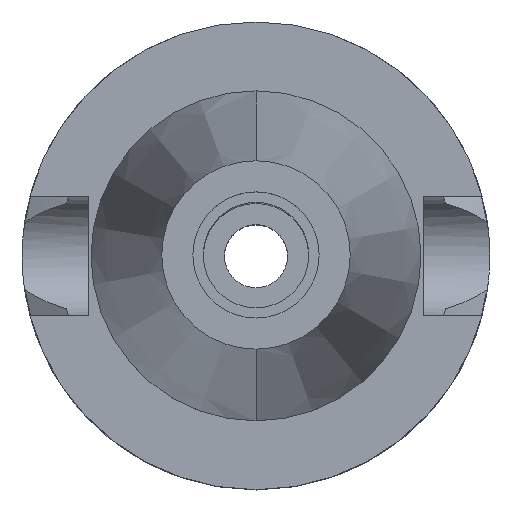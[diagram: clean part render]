
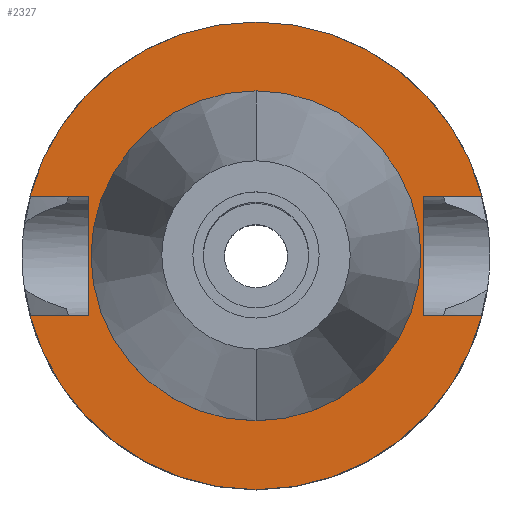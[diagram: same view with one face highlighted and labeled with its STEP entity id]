
A CAD part, top view. The second image highlights one B-rep face of the part: STEP entity #2327.
In plain terms, the highlighted planar face has unit normal (0, 0, 1).
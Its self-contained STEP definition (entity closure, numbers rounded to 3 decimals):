
#939=DIRECTION('',(1.,0.,0.));
#940=VECTOR('',#939,7.954);
#941=CARTESIAN_POINT('',(22.5,8.05,-2.));
#942=LINE('',#941,#940);
#986=DIRECTION('',(0.,1.,0.));
#987=VECTOR('',#986,16.1);
#988=CARTESIAN_POINT('',(-22.5,-8.05,-2.));
#989=LINE('',#988,#987);
#993=DIRECTION('',(-1.,0.,0.));
#994=VECTOR('',#993,7.954);
#995=CARTESIAN_POINT('',(-22.5,8.05,-2.));
#996=LINE('',#995,#994);
#1000=CARTESIAN_POINT('',(0.,0.,-2.));
#1001=DIRECTION('',(0.,0.,-1.));
#1002=DIRECTION('',(-0.967,0.256,0.));
#1003=AXIS2_PLACEMENT_3D('',#1000,#1001,#1002);
#1008=CARTESIAN_POINT('',(0.,0.,-2.));
#1009=DIRECTION('',(0.,0.,-1.));
#1010=DIRECTION('',(0.,1.,0.));
#1011=AXIS2_PLACEMENT_3D('',#1008,#1009,#1010);
#1016=DIRECTION('',(0.,-1.,0.));
#1017=VECTOR('',#1016,16.1);
#1018=CARTESIAN_POINT('',(22.5,8.05,-2.));
#1019=LINE('',#1018,#1017);
#1023=DIRECTION('',(1.,0.,0.));
#1024=VECTOR('',#1023,7.954);
#1025=CARTESIAN_POINT('',(22.5,-8.05,-2.));
#1026=LINE('',#1025,#1024);
#1030=CARTESIAN_POINT('',(0.,0.,-2.));
#1031=DIRECTION('',(0.,0.,-1.));
#1032=DIRECTION('',(0.967,-0.256,0.));
#1033=AXIS2_PLACEMENT_3D('',#1030,#1031,#1032);
#1038=CARTESIAN_POINT('',(0.,0.,-2.));
#1039=DIRECTION('',(0.,0.,-1.));
#1040=DIRECTION('',(0.,-1.,0.));
#1041=AXIS2_PLACEMENT_3D('',#1038,#1039,#1040);
#1046=CARTESIAN_POINT('',(0.,0.,-2.));
#1047=DIRECTION('',(0.,0.,1.));
#1048=DIRECTION('',(0.,-1.,0.));
#1049=AXIS2_PLACEMENT_3D('',#1046,#1047,#1048);
#1054=CARTESIAN_POINT('',(0.,0.,-2.));
#1055=DIRECTION('',(0.,0.,1.));
#1056=DIRECTION('',(0.,1.,0.));
#1057=AXIS2_PLACEMENT_3D('',#1054,#1055,#1056);
#1092=DIRECTION('',(-1.,0.,0.));
#1093=VECTOR('',#1092,7.954);
#1094=CARTESIAN_POINT('',(-22.5,-8.05,-2.));
#1095=LINE('',#1094,#1093);
#1448=CARTESIAN_POINT('',(-22.5,-8.05,-2.));
#1449=VERTEX_POINT('',#1448);
#1450=CARTESIAN_POINT('',(-30.454,-8.05,-2.));
#1451=VERTEX_POINT('',#1450);
#1454=CARTESIAN_POINT('',(-22.5,8.05,-2.));
#1455=VERTEX_POINT('',#1454);
#1456=CARTESIAN_POINT('',(-30.454,8.05,-2.));
#1457=VERTEX_POINT('',#1456);
#1458=CARTESIAN_POINT('',(0.,31.5,-2.));
#1459=CARTESIAN_POINT('',(30.454,8.05,-2.));
#1460=VERTEX_POINT('',#1458);
#1461=VERTEX_POINT('',#1459);
#1462=CARTESIAN_POINT('',(22.5,8.05,-2.));
#1463=VERTEX_POINT('',#1462);
#1464=CARTESIAN_POINT('',(22.5,-8.05,-2.));
#1465=VERTEX_POINT('',#1464);
#1466=CARTESIAN_POINT('',(30.454,-8.05,-2.));
#1467=VERTEX_POINT('',#1466);
#1468=CARTESIAN_POINT('',(0.,-31.5,-2.));
#1469=VERTEX_POINT('',#1468);
#1470=CARTESIAN_POINT('',(0.,-22.225,-2.));
#1471=CARTESIAN_POINT('',(0.,22.225,-2.));
#1472=VERTEX_POINT('',#1470);
#1473=VERTEX_POINT('',#1471);
#2297=CARTESIAN_POINT('',(0.,0.,-2.));
#2298=DIRECTION('',(0.,0.,-1.));
#2299=DIRECTION('',(0.,-1.,0.));
#2300=AXIS2_PLACEMENT_3D('',#2297,#2298,#2299);
#2301=PLANE('',#2300);
#2303=ORIENTED_EDGE('',*,*,#2302,.T.);
#2304=ORIENTED_EDGE('',*,*,#2240,.T.);
#2306=ORIENTED_EDGE('',*,*,#2305,.T.);
#2308=ORIENTED_EDGE('',*,*,#2307,.T.);
#2309=ORIENTED_EDGE('',*,*,#2274,.F.);
#2310=ORIENTED_EDGE('',*,*,#2287,.T.);
#2312=ORIENTED_EDGE('',*,*,#2311,.T.);
#2314=ORIENTED_EDGE('',*,*,#2313,.T.);
#2316=ORIENTED_EDGE('',*,*,#2315,.T.);
#2318=ORIENTED_EDGE('',*,*,#2317,.F.);
#2319=EDGE_LOOP('',(#2303,#2304,#2306,#2308,#2309,#2310,#2312,#2314,#2316,
#2318));
#2320=FACE_OUTER_BOUND('',#2319,.F.);
#2322=ORIENTED_EDGE('',*,*,#2321,.T.);
#2324=ORIENTED_EDGE('',*,*,#2323,.T.);
#2325=EDGE_LOOP('',(#2322,#2324));
#2326=FACE_BOUND('',#2325,.F.);
#1004=CIRCLE('',#1003,31.5);
#1012=CIRCLE('',#1011,31.5);
#1034=CIRCLE('',#1033,31.5);
#1042=CIRCLE('',#1041,31.5);
#1050=CIRCLE('',#1049,22.225);
#1058=CIRCLE('',#1057,22.225);
#2240=EDGE_CURVE('',#1455,#1457,#996,.T.);
#2274=EDGE_CURVE('',#1463,#1461,#942,.T.);
#2287=EDGE_CURVE('',#1463,#1465,#1019,.T.);
#2302=EDGE_CURVE('',#1449,#1455,#989,.T.);
#2305=EDGE_CURVE('',#1457,#1460,#1004,.T.);
#2307=EDGE_CURVE('',#1460,#1461,#1012,.T.);
#2311=EDGE_CURVE('',#1465,#1467,#1026,.T.);
#2313=EDGE_CURVE('',#1467,#1469,#1034,.T.);
#2315=EDGE_CURVE('',#1469,#1451,#1042,.T.);
#2317=EDGE_CURVE('',#1449,#1451,#1095,.T.);
#2321=EDGE_CURVE('',#1472,#1473,#1050,.T.);
#2323=EDGE_CURVE('',#1473,#1472,#1058,.T.);
#2327=ADVANCED_FACE('',(#2320,#2326),#2301,.F.);
